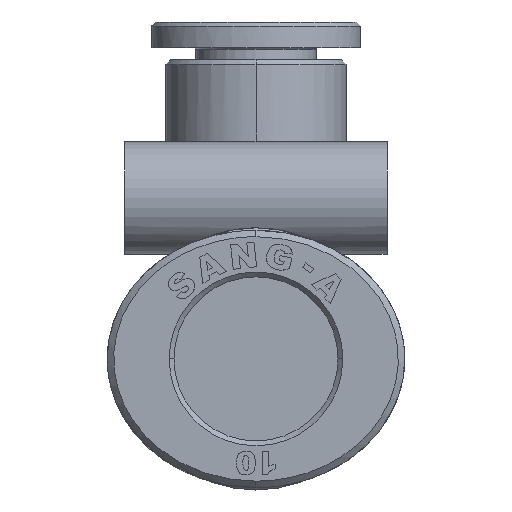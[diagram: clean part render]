
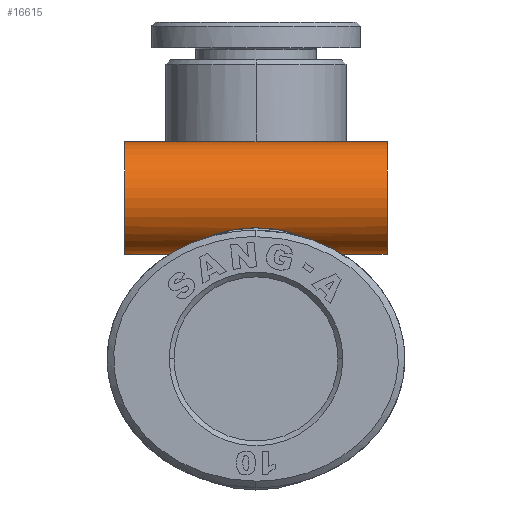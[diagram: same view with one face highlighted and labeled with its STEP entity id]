
A CAD part, left-side view. The second image highlights one B-rep face of the part: STEP entity #16615.
In plain terms, the highlighted cylindrical face has radius 3.5 mm (diameter 7 mm), a partial arc.
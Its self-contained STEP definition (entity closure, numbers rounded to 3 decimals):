
#2 = VERTEX_POINT ( 'NONE', #22016 ) ;
#1005 = CARTESIAN_POINT ( 'NONE',  ( -9., -4.805, 5.1 ) ) ;
#1575 = CYLINDRICAL_SURFACE ( 'NONE', #24316, 3.5 ) ;
#1604 = LINE ( 'NONE', #55590, #46169 ) ;
#2103 = EDGE_CURVE ( 'NONE', #28741, #3449, #15651, .T. ) ;
#2320 = CARTESIAN_POINT ( 'NONE',  ( -9.868, -4.772, 5.207 ) ) ;
#2718 = EDGE_CURVE ( 'NONE', #2, #17125, #50184, .T. ) ;
#2882 = CARTESIAN_POINT ( 'NONE',  ( -9.359, -4.892, 5.118 ) ) ;
#2919 = CARTESIAN_POINT ( 'NONE',  ( -11.052, 3.901, 5.76 ) ) ;
#3449 = VERTEX_POINT ( 'NONE', #15693 ) ;
#3493 = CARTESIAN_POINT ( 'NONE',  ( -9., 0., 8.6 ) ) ;
#3580 = CARTESIAN_POINT ( 'NONE',  ( -9., -8.15, 5.1 ) ) ;
#3618 = FACE_OUTER_BOUND ( 'NONE', #23504, .T. ) ;
#3809 = VERTEX_POINT ( 'NONE', #53067 ) ;
#5712 = CARTESIAN_POINT ( 'NONE',  ( -9.297, -4.901, 5.112 ) ) ;
#6038 = CARTESIAN_POINT ( 'NONE',  ( -9.359, 4.892, 5.118 ) ) ;
#6576 = ORIENTED_EDGE ( 'NONE', *, *, #38795, .T. ) ;
#6617 = EDGE_CURVE ( 'NONE', #51580, #3449, #1604, .T. ) ;
#6649 = CARTESIAN_POINT ( 'NONE',  ( -11.941, -1.052, 6.699 ) ) ;
#7599 = CARTESIAN_POINT ( 'NONE',  ( -9., 4.805, 5.1 ) ) ;
#8265 = ORIENTED_EDGE ( 'NONE', *, *, #6617, .F. ) ;
#10110 = EDGE_CURVE ( 'NONE', #41297, #3809, #37187, .T. ) ;
#10397 = CARTESIAN_POINT ( 'NONE',  ( -11.971, 0., 6.75 ) ) ;
#10405 = EDGE_CURVE ( 'NONE', #3809, #28741, #40559, .T. ) ;
#10767 = CARTESIAN_POINT ( 'NONE',  ( -9.491, -4.874, 5.132 ) ) ;
#11765 = CARTESIAN_POINT ( 'NONE',  ( -11.601, 2.809, 6.255 ) ) ;
#12137 = EDGE_CURVE ( 'NONE', #29598, #2, #46328, .T. ) ;
#12500 = DIRECTION ( 'NONE',  ( 0., 1., 0. ) ) ;
#14558 = CARTESIAN_POINT ( 'NONE',  ( -11.423, -3.266, 6.071 ) ) ;
#14936 = CARTESIAN_POINT ( 'NONE',  ( -11.053, -3.899, 5.761 ) ) ;
#15511 = VERTEX_POINT ( 'NONE', #40833 ) ;
#15651 = CIRCLE ( 'NONE', #15768, 3.5 ) ;
#15693 = CARTESIAN_POINT ( 'NONE',  ( -9., 8.15, 5.1 ) ) ;
#15768 = AXIS2_PLACEMENT_3D ( 'NONE', #25371, #56008, #25925 ) ;
#16067 = CARTESIAN_POINT ( 'NONE',  ( -10.898, 4.09, 5.652 ) ) ;
#16417 = EDGE_CURVE ( 'NONE', #41297, #15511, #42135, .T. ) ;
#16615 = ADVANCED_FACE ( 'NONE', ( #3618 ), #1575, .T. ) ;
#17125 = VERTEX_POINT ( 'NONE', #2882 ) ;
#18673 = CARTESIAN_POINT ( 'NONE',  ( -11.602, -2.806, 6.256 ) ) ;
#18857 = CARTESIAN_POINT ( 'NONE',  ( -11.315, -3.488, 5.969 ) ) ;
#19430 = CARTESIAN_POINT ( 'NONE',  ( -11.971, -0.531, 6.75 ) ) ;
#20803 = CARTESIAN_POINT ( 'NONE',  ( -11.312, 3.492, 5.967 ) ) ;
#22016 = CARTESIAN_POINT ( 'NONE',  ( -11.971, 0., 6.75 ) ) ;
#23112 = CARTESIAN_POINT ( 'NONE',  ( -9., 8.15, 12.1 ) ) ;
#23504 = EDGE_LOOP ( 'NONE', ( #29237, #27368, #36796, #45351, #8265, #6576, #39783, #37225, #28916 ) ) ;
#24316 = AXIS2_PLACEMENT_3D ( 'NONE', #3493, #38765, #55253 ) ;
#24945 = CARTESIAN_POINT ( 'NONE',  ( -10.537, 4.422, 5.449 ) ) ;
#25371 = CARTESIAN_POINT ( 'NONE',  ( -9., 8.15, 8.6 ) ) ;
#25925 = DIRECTION ( 'NONE',  ( 0., 0., 1. ) ) ;
#26001 = CARTESIAN_POINT ( 'NONE',  ( -9.359, 4.892, 5.118 ) ) ;
#26737 = CARTESIAN_POINT ( 'NONE',  ( -9., 4.805, 5.1 ) ) ;
#27368 = ORIENTED_EDGE ( 'NONE', *, *, #10110, .T. ) ;
#28741 = VERTEX_POINT ( 'NONE', #23112 ) ;
#28916 = ORIENTED_EDGE ( 'NONE', *, *, #52846, .F. ) ;
#29237 = ORIENTED_EDGE ( 'NONE', *, *, #16417, .F. ) ;
#29291 = CARTESIAN_POINT ( 'NONE',  ( -11.79, 2.08, 6.484 ) ) ;
#29598 = VERTEX_POINT ( 'NONE', #26001 ) ;
#31695 = CARTESIAN_POINT ( 'NONE',  ( -9.232, -4.897, 5.107 ) ) ;
#31703 = CARTESIAN_POINT ( 'NONE',  ( -11.792, -2.071, 6.487 ) ) ;
#32402 = VECTOR ( 'NONE', #53947, 1000. ) ;
#32700 = B_SPLINE_CURVE_WITH_KNOTS ( 'NONE', 3,
 ( #1005, #40406, #35679, #31695, #5712, #39844 ),
 .UNSPECIFIED., .F., .F.,
 ( 4, 2, 4 ),
 ( 0., 0.001, 0.001 ),
 .UNSPECIFIED. ) ;
#32701 = CARTESIAN_POINT ( 'NONE',  ( -9.359, 4.892, 5.118 ) ) ;
#32881 = CARTESIAN_POINT ( 'NONE',  ( -11.421, 3.27, 6.069 ) ) ;
#33265 = CARTESIAN_POINT ( 'NONE',  ( -11.835, 1.826, 6.547 ) ) ;
#33626 = CARTESIAN_POINT ( 'NONE',  ( -11.971, 0.531, 6.75 ) ) ;
#35679 = CARTESIAN_POINT ( 'NONE',  ( -9.111, -4.866, 5.101 ) ) ;
#36250 = CARTESIAN_POINT ( 'NONE',  ( -11.674, -2.567, 6.34 ) ) ;
#36630 = CARTESIAN_POINT ( 'NONE',  ( -10.901, -4.087, 5.654 ) ) ;
#36796 = ORIENTED_EDGE ( 'NONE', *, *, #10405, .T. ) ;
#36826 = CARTESIAN_POINT ( 'NONE',  ( -9.99, -4.725, 5.241 ) ) ;
#37187 = CIRCLE ( 'NONE', #40721, 3.5 ) ;
#37225 = ORIENTED_EDGE ( 'NONE', *, *, #2718, .T. ) ;
#37460 = DIRECTION ( 'NONE',  ( 0., 1., 0. ) ) ;
#37615 = CARTESIAN_POINT ( 'NONE',  ( -9.87, 4.782, 5.201 ) ) ;
#38765 = DIRECTION ( 'NONE',  ( 0., 1., 0. ) ) ;
#38795 = EDGE_CURVE ( 'NONE', #51580, #29598, #50065, .T. ) ;
#38809 = DIRECTION ( 'NONE',  ( 0., 0., 1. ) ) ;
#39404 = VECTOR ( 'NONE', #37460, 1000. ) ;
#39783 = ORIENTED_EDGE ( 'NONE', *, *, #12137, .T. ) ;
#39791 = CARTESIAN_POINT ( 'NONE',  ( -9.053, 4.839, 5.1 ) ) ;
#39844 = CARTESIAN_POINT ( 'NONE',  ( -9.359, -4.892, 5.118 ) ) ;
#40357 = CARTESIAN_POINT ( 'NONE',  ( -9.297, 4.901, 5.112 ) ) ;
#40406 = CARTESIAN_POINT ( 'NONE',  ( -9.053, -4.839, 5.1 ) ) ;
#40559 = LINE ( 'NONE', #40899, #32402 ) ;
#40614 = CARTESIAN_POINT ( 'NONE',  ( -9.359, -4.892, 5.118 ) ) ;
#40721 = AXIS2_PLACEMENT_3D ( 'NONE', #51503, #42976, #38809 ) ;
#40833 = CARTESIAN_POINT ( 'NONE',  ( -9., -4.805, 5.1 ) ) ;
#40899 = CARTESIAN_POINT ( 'NONE',  ( -9., 0., 12.1 ) ) ;
#41178 = CARTESIAN_POINT ( 'NONE',  ( -10.54, -4.42, 5.45 ) ) ;
#41297 = VERTEX_POINT ( 'NONE', #3580 ) ;
#41785 = CARTESIAN_POINT ( 'NONE',  ( -11.971, 0., 6.75 ) ) ;
#42135 = LINE ( 'NONE', #50332, #39404 ) ;
#42976 = DIRECTION ( 'NONE',  ( 0., 1., 0. ) ) ;
#45129 = CARTESIAN_POINT ( 'NONE',  ( -10.335, -4.561, 5.355 ) ) ;
#45351 = ORIENTED_EDGE ( 'NONE', *, *, #2103, .T. ) ;
#46169 = VECTOR ( 'NONE', #12500, 1000. ) ;
#46328 = B_SPLINE_CURVE_WITH_KNOTS ( 'NONE', 3,
 ( #32701, #50476, #37615, #46693, #24945, #16067, #2919, #20803, #32881, #11765, #55216, #29291, #33265, #51044, #33626, #41785 ),
 .UNSPECIFIED., .F., .F.,
 ( 4, 2, 2, 2, 2, 2, 2, 4 ),
 ( -0.006, -0.005, -0.005, -0.004, -0.003, -0.002, -0.002, 0. ),
 .UNSPECIFIED. ) ;
#46693 = CARTESIAN_POINT ( 'NONE',  ( -10.332, 4.563, 5.354 ) ) ;
#49121 = CARTESIAN_POINT ( 'NONE',  ( -9.619, -4.846, 5.153 ) ) ;
#49695 = CARTESIAN_POINT ( 'NONE',  ( -11.837, -1.817, 6.549 ) ) ;
#50065 = B_SPLINE_CURVE_WITH_KNOTS ( 'NONE', 3,
 ( #26737, #39791, #52859, #53047, #40357, #6038 ),
 .UNSPECIFIED., .F., .F.,
 ( 4, 2, 4 ),
 ( 0., 0.001, 0.001 ),
 .UNSPECIFIED. ) ;
#50184 = B_SPLINE_CURVE_WITH_KNOTS ( 'NONE', 3,
 ( #10397, #19430, #6649, #49695, #31703, #36250, #18673, #14558, #18857, #14936, #36630, #41178, #45129, #36826, #2320, #49121, #10767, #40614 ),
 .UNSPECIFIED., .F., .F.,
 ( 4, 2, 2, 2, 2, 2, 2, 2, 4 ),
 ( 0., 0.002, 0.002, 0.003, 0.004, 0.005, 0.005, 0.006, 0.006 ),
 .UNSPECIFIED. ) ;
#50332 = CARTESIAN_POINT ( 'NONE',  ( -9., 0., 5.1 ) ) ;
#50476 = CARTESIAN_POINT ( 'NONE',  ( -9.623, 4.856, 5.146 ) ) ;
#51044 = CARTESIAN_POINT ( 'NONE',  ( -11.941, 1.054, 6.699 ) ) ;
#51503 = CARTESIAN_POINT ( 'NONE',  ( -9., -8.15, 8.6 ) ) ;
#51580 = VERTEX_POINT ( 'NONE', #7599 ) ;
#52846 = EDGE_CURVE ( 'NONE', #15511, #17125, #32700, .T. ) ;
#52859 = CARTESIAN_POINT ( 'NONE',  ( -9.111, 4.866, 5.101 ) ) ;
#53047 = CARTESIAN_POINT ( 'NONE',  ( -9.232, 4.897, 5.107 ) ) ;
#53067 = CARTESIAN_POINT ( 'NONE',  ( -9., -8.15, 12.1 ) ) ;
#53947 = DIRECTION ( 'NONE',  ( 0., 1., 0. ) ) ;
#55216 = CARTESIAN_POINT ( 'NONE',  ( -11.673, 2.571, 6.338 ) ) ;
#55253 = DIRECTION ( 'NONE',  ( 0., 0., 1. ) ) ;
#55590 = CARTESIAN_POINT ( 'NONE',  ( -9., 0., 5.1 ) ) ;
#56008 = DIRECTION ( 'NONE',  ( 0., -1., 0. ) ) ;
